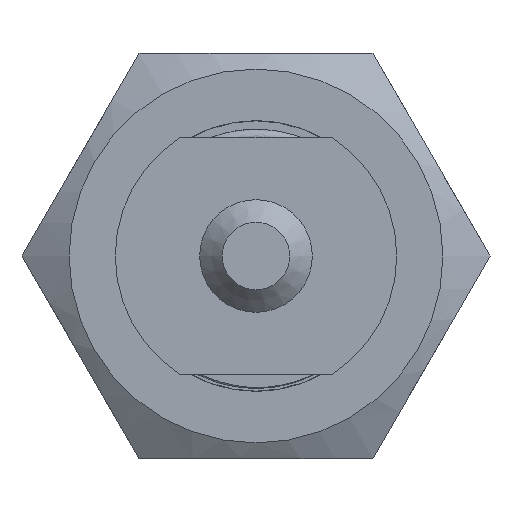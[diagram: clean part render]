
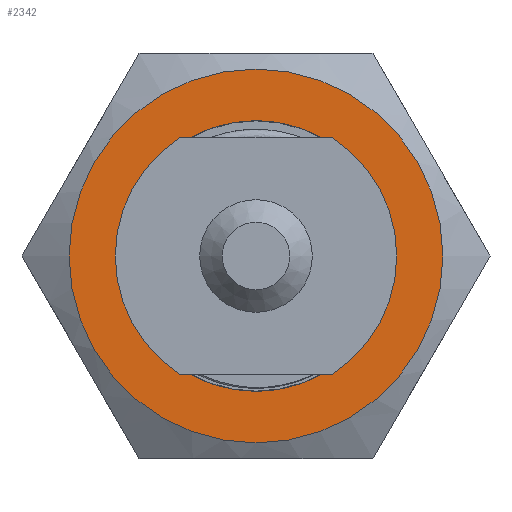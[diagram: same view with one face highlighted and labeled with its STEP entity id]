
A CAD part, left-side view. The second image highlights one B-rep face of the part: STEP entity #2342.
In plain terms, the highlighted planar face has unit normal (-1, 0, 0).
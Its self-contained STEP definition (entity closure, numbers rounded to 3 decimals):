
#122=FACE_BOUND('',#568,.T.);
#252=PLANE('',#2722);
#426=FACE_OUTER_BOUND('',#567,.T.);
#567=EDGE_LOOP('',(#2072,#2073));
#568=EDGE_LOOP('',(#2074));
#911=CIRCLE('',#2717,12.);
#915=CIRCLE('',#2723,16.6);
#916=CIRCLE('',#2724,16.6);
#1127=VERTEX_POINT('',#7796);
#1131=VERTEX_POINT('',#7808);
#1132=VERTEX_POINT('',#7809);
#1448=EDGE_CURVE('',#1127,#1127,#911,.T.);
#1454=EDGE_CURVE('',#1131,#1132,#915,.T.);
#1455=EDGE_CURVE('',#1132,#1131,#916,.T.);
#2072=ORIENTED_EDGE('',*,*,#1454,.T.);
#2073=ORIENTED_EDGE('',*,*,#1455,.T.);
#2074=ORIENTED_EDGE('',*,*,#1448,.F.);
#2342=ADVANCED_FACE('',(#426,#122),#252,.F.);
#2717=AXIS2_PLACEMENT_3D('',#7797,#3234,#3235);
#2722=AXIS2_PLACEMENT_3D('',#7807,#3246,#3247);
#2723=AXIS2_PLACEMENT_3D('',#7810,#3248,#3249);
#2724=AXIS2_PLACEMENT_3D('',#7811,#3250,#3251);
#3234=DIRECTION('center_axis',(-1.,0.,0.));
#3235=DIRECTION('ref_axis',(0.,0.,-1.));
#3246=DIRECTION('center_axis',(1.,0.,0.));
#3247=DIRECTION('ref_axis',(0.,0.,-1.));
#3248=DIRECTION('center_axis',(-1.,0.,0.));
#3249=DIRECTION('ref_axis',(0.,1.,0.));
#3250=DIRECTION('center_axis',(-1.,0.,0.));
#3251=DIRECTION('ref_axis',(0.,1.,0.));
#7796=CARTESIAN_POINT('',(0.,0.,12.));
#7797=CARTESIAN_POINT('Origin',(0.,0.,0.));
#7807=CARTESIAN_POINT('Origin',(0.,0.,0.));
#7808=CARTESIAN_POINT('',(0.,16.6,0.));
#7809=CARTESIAN_POINT('',(0.,-16.6,0.));
#7810=CARTESIAN_POINT('Origin',(0.,0.,0.));
#7811=CARTESIAN_POINT('Origin',(0.,0.,0.));
